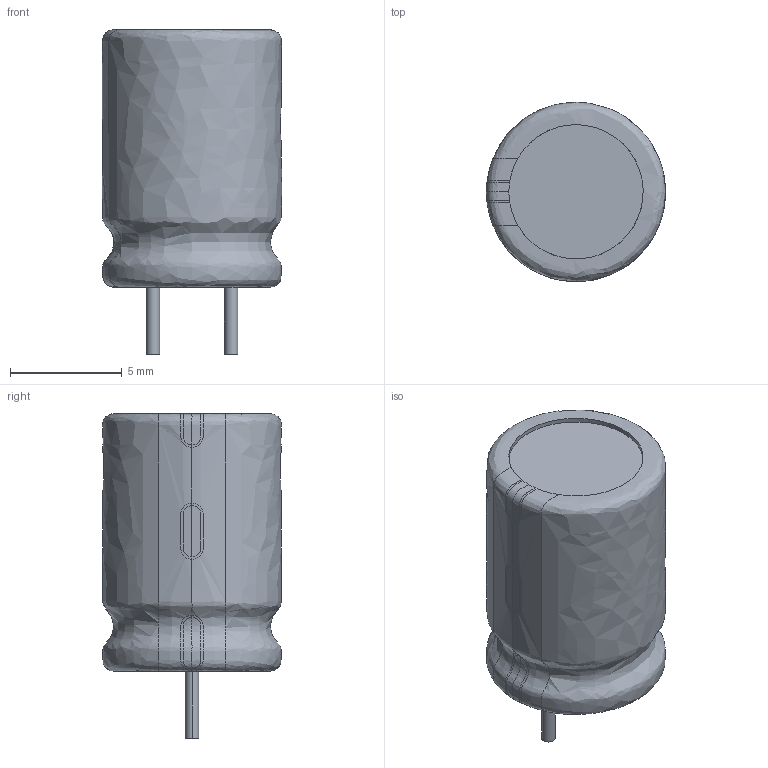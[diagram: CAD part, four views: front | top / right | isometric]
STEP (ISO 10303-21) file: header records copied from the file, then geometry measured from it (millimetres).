
FILE_DESCRIPTION (( 'STEP AP214' ), '1' );
FILE_NAME ('D8P3.5H11.5LD0.6.STEP', '2018-11-15T21:31:51', ( '' ), ( '' ), 'SwSTEP 2.0', 'SolidWorks 2018', '' );
FILE_SCHEMA (( 'AUTOMOTIVE_DESIGN' ));
Length unit declared in the file: millimetre
Products named in the file (1): D8P3.5H11.5LD0.6
Bounding box: 8 x 8 x 14.5 mm (x, y, z)
Volume: 551.7 mm3; surface area: 402 mm2
Topology: 3 solids, 3 shells, 35 faces, 103 edges, 74 vertices
Faces by surface type: bspline 29, plane 6
Entity records: 3182 total; most frequent: CARTESIAN_POINT 2393, ORIENTED_EDGE 206, EDGE_CURVE 103, VERTEX_POINT 74, B_SPLINE_CURVE_WITH_KNOTS 67, EDGE_LOOP 35, ADVANCED_FACE 35, FACE_OUTER_BOUND 35
